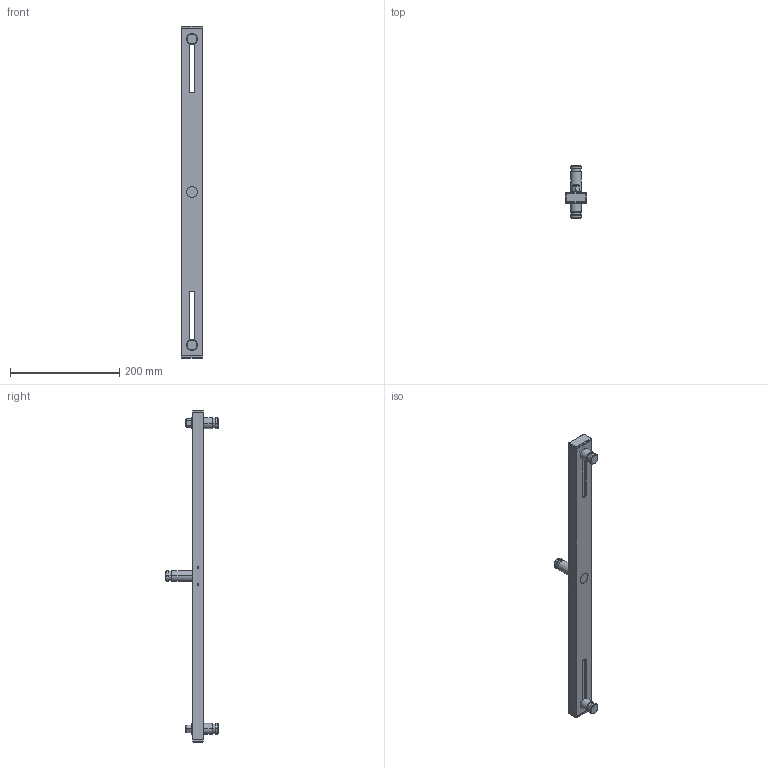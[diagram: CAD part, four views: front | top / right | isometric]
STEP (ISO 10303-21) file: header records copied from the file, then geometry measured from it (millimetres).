
FILE_DESCRIPTION (( 'STEP AP214' ), '1' );
FILE_NAME ('22-07-2.STEP', '2015-09-22T02:09:50', ( 'User' ), ( '' ), 'SwSTEP 2.0', 'SolidWorks 2012', '' );
FILE_SCHEMA (( 'AUTOMOTIVE_DESIGN' ));
Length unit declared in the file: millimetre
Products named in the file (6): P22-07-02; 22-07-2; P22-07-05; Nut 3-8-16; P22-07-06; D20d10.2t0.8
Assembly tree (9 placements, depth 2):
  22-07-2
    P22-07-05
    Nut 3-8-16  x2
    P22-07-02  x2
    P22-07-06  x2
    D20d10.2t0.8  x2
Bounding box: 40 x 96 x 608 mm (x, y, z)
Volume: 125365.5 mm3; surface area: 152421 mm2
Topology: 9 solids, 9 shells, 216 faces, 496 edges, 302 vertices
Faces by surface type: plane 88, cylinder 72, cone 28, torus 20, sphere 8
Entity records: 5277 total; most frequent: CARTESIAN_POINT 1000, DIRECTION 725, ORIENTED_EDGE 626, EDGE_CURVE 313, AXIS2_PLACEMENT_3D 281, VERTEX_POINT 196, VECTOR 163, LINE 163
